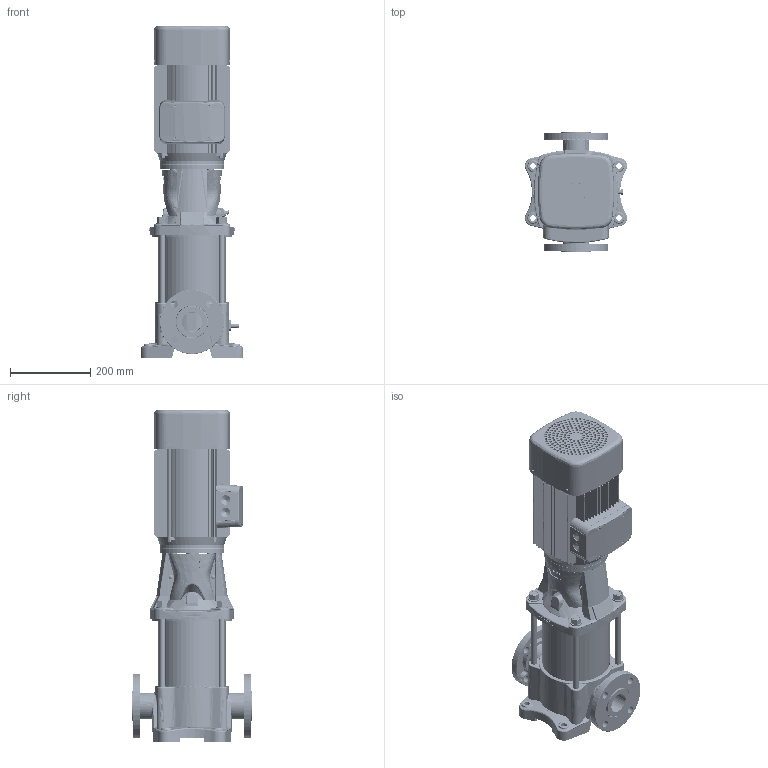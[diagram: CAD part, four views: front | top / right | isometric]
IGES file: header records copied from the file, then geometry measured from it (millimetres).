
Global section: file name: 015P2220 (RMV 15-4F); native system: AutoCAD 2021 — Русский (Russian),62HAutod; preprocessor: esk Translation Framework DWG producer (atf_dwg_producer); organization: unknown; date: 20230903.223055; units: millimetre
Bounding box: 254.99 x 300 x 828.5 mm (x, y, z)
Volume: 14795181.4 mm3; surface area: 1747788.8 mm2
Topology: 62 solids, 62 shells, 3895 faces, 15558 edges, 12416 vertices
Faces by surface type: bspline 3761, revolution 134
